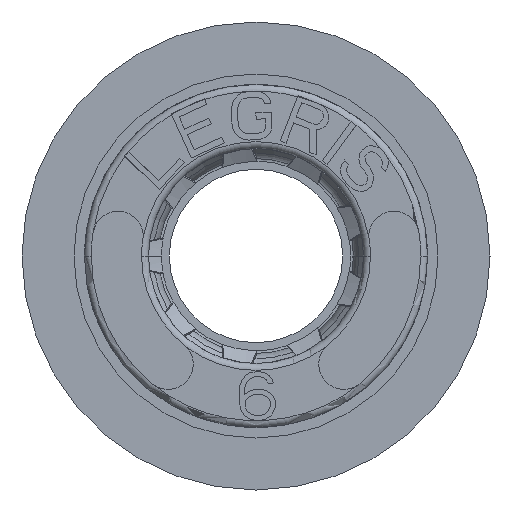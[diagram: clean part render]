
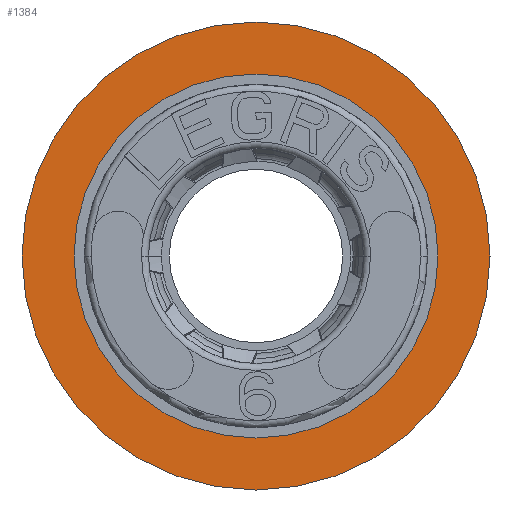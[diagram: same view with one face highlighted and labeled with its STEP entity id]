
A CAD part, left-side view. The second image highlights one B-rep face of the part: STEP entity #1384.
In plain terms, the highlighted planar face has unit normal (-1, 0, 0).
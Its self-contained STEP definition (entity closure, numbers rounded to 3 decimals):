
#1384=ADVANCED_FACE('',(#3850,#3851),#3852,.F.);
#3850=FACE_OUTER_BOUND('',#9490,.T.);
#3851=FACE_BOUND('',#9491,.T.);
#3852=PLANE('',#9492);
#9490=EDGE_LOOP('',(#18930,#18931));
#9491=EDGE_LOOP('',(#18932,#18933));
#9492=AXIS2_PLACEMENT_3D('',#18934,#18935,#18936);
#18930=ORIENTED_EDGE('',*,*,#22822,.F.);
#18931=ORIENTED_EDGE('',*,*,#22825,.T.);
#18932=ORIENTED_EDGE('',*,*,#22826,.F.);
#18933=ORIENTED_EDGE('',*,*,#22827,.F.);
#18934=CARTESIAN_POINT('',(-16.1,0.0,0.0));
#18935=DIRECTION('',(1.0,0.0,0.0));
#18936=DIRECTION('',(0.0,1.0,-0.0));
#22822=EDGE_CURVE('',#28086,#28087,#28088,.T.);
#22825=EDGE_CURVE('',#28086,#28087,#28091,.T.);
#22826=EDGE_CURVE('',#28092,#28093,#28094,.T.);
#22827=EDGE_CURVE('',#28093,#28092,#28095,.T.);
#28086=VERTEX_POINT('',#37800);
#28087=VERTEX_POINT('',#37801);
#28088=CIRCLE('',#37802,6.75);
#28091=CIRCLE('',#37807,6.75);
#28092=VERTEX_POINT('',#37808);
#28093=VERTEX_POINT('',#37809);
#28094=CIRCLE('',#37810,4.683);
#28095=CIRCLE('',#37811,4.683);
#37800=CARTESIAN_POINT('',(-16.1,6.75,0.0));
#37801=CARTESIAN_POINT('',(-16.1,-6.75,0.0));
#37802=AXIS2_PLACEMENT_3D('',#42239,#42240,#42241);
#37807=AXIS2_PLACEMENT_3D('',#42244,#42245,#42246);
#37808=CARTESIAN_POINT('',(-16.1,-4.683,0.0));
#37809=CARTESIAN_POINT('',(-16.1,4.683,0.0));
#37810=AXIS2_PLACEMENT_3D('',#42247,#42248,#42249);
#37811=AXIS2_PLACEMENT_3D('',#42250,#42251,#42252);
#42239=CARTESIAN_POINT('',(-16.1,0.0,0.0));
#42240=DIRECTION('',(1.0,0.0,0.0));
#42241=DIRECTION('',(0.0,1.0,0.0));
#42244=CARTESIAN_POINT('',(-16.1,0.0,0.0));
#42245=DIRECTION('',(-1.0,0.0,0.0));
#42246=DIRECTION('',(0.0,1.0,0.0));
#42247=CARTESIAN_POINT('',(-16.1,0.0,0.0));
#42248=DIRECTION('',(-1.0,0.0,0.0));
#42249=DIRECTION('',(0.0,-1.0,0.0));
#42250=CARTESIAN_POINT('',(-16.1,0.0,0.0));
#42251=DIRECTION('',(-1.0,0.0,0.0));
#42252=DIRECTION('',(0.0,1.0,0.0));
